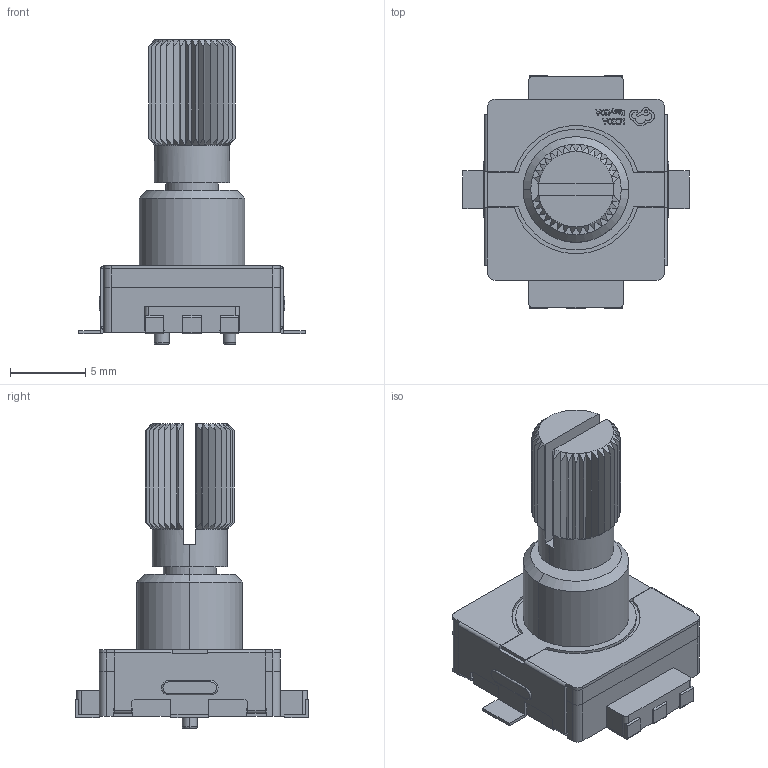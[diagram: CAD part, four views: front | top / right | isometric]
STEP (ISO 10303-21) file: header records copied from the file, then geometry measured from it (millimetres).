
FILE_DESCRIPTION(('FreeCAD Model'),'2;1');
FILE_NAME('Open CASCADE Shape Model','2025-02-25T10:19:02',('Author'),( ''),'Open CASCADE STEP processor 7.6','FreeCAD','Unknown');
FILE_SCHEMA(('AUTOMOTIVE_DESIGN { 1 0 10303 214 1 1 1 1 }'));
Length unit declared in the file: millimetre
Products named in the file (16): COMPOUND015; COMPOUND; COMPOUND001; COMPOUND002; COMPOUND003; COMPOUND004; COMPOUND005; COMPOUND006; COMPOUND007; COMPOUND008; COMPOUND009; COMPOUND010; COMPOUND011; COMPOUND012; COMPOUND013; COMPOUND014
Assembly tree (15 placements, depth 2):
  COMPOUND015
    COMPOUND
    COMPOUND001
    COMPOUND002
    COMPOUND003
    COMPOUND004
    COMPOUND005
    COMPOUND006
    COMPOUND007
    COMPOUND008
    COMPOUND009
    COMPOUND010
    COMPOUND011
    COMPOUND012
    COMPOUND013
    COMPOUND014
Bounding box: 15 x 15.5 x 20.2 mm (x, y, z)
Volume: 1037.2 mm3; surface area: 1574.2 mm2
Topology: 15 solids, 15 shells, 700 faces, 1764 edges, 1104 vertices
Faces by surface type: plane 442, bspline 112, cone 74, cylinder 64, torus 8
Entity records: 24420 total; most frequent: CARTESIAN_POINT 6120, ORIENTED_EDGE 3528, DIRECTION 2826, EDGE_CURVE 1764, LINE 1166, VECTOR 1166, VERTEX_POINT 1104, AXIS2_PLACEMENT_3D 830
